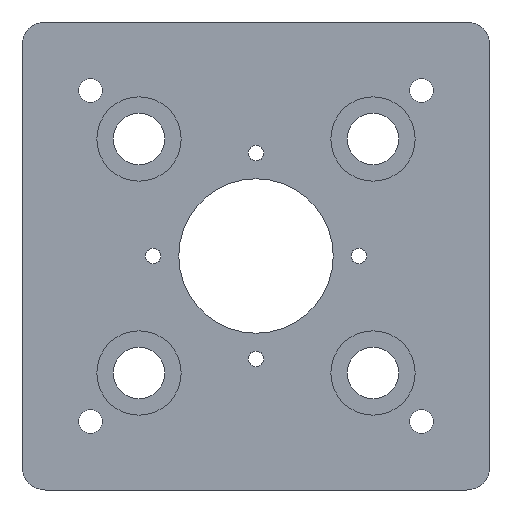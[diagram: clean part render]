
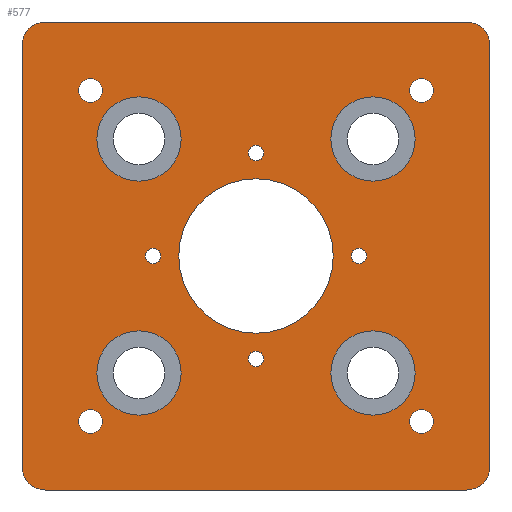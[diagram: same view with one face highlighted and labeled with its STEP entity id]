
A CAD part, front view. The second image highlights one B-rep face of the part: STEP entity #577.
In plain terms, the highlighted planar face has unit normal (0, -1, 0).
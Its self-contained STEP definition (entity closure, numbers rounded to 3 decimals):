
#38=FACE_BOUND('',#102,.T.);
#39=FACE_BOUND('',#103,.T.);
#40=FACE_BOUND('',#104,.T.);
#41=FACE_BOUND('',#105,.T.);
#42=FACE_BOUND('',#106,.T.);
#43=FACE_BOUND('',#107,.T.);
#44=FACE_BOUND('',#108,.T.);
#45=FACE_BOUND('',#109,.T.);
#46=FACE_BOUND('',#110,.T.);
#47=FACE_BOUND('',#111,.T.);
#48=FACE_BOUND('',#112,.T.);
#49=FACE_BOUND('',#113,.T.);
#50=FACE_BOUND('',#114,.T.);
#68=FACE_OUTER_BOUND('',#101,.T.);
#101=EDGE_LOOP('',(#409,#410,#411,#412,#413,#414,#415,#416));
#102=EDGE_LOOP('',(#417));
#103=EDGE_LOOP('',(#418));
#104=EDGE_LOOP('',(#419));
#105=EDGE_LOOP('',(#420));
#106=EDGE_LOOP('',(#421));
#107=EDGE_LOOP('',(#422));
#108=EDGE_LOOP('',(#423));
#109=EDGE_LOOP('',(#424));
#110=EDGE_LOOP('',(#425));
#111=EDGE_LOOP('',(#426));
#112=EDGE_LOOP('',(#427));
#113=EDGE_LOOP('',(#428));
#114=EDGE_LOOP('',(#429));
#164=LINE('',#898,#199);
#165=LINE('',#902,#200);
#166=LINE('',#906,#201);
#167=LINE('',#909,#202);
#199=VECTOR('',#707,10.);
#200=VECTOR('',#710,10.);
#201=VECTOR('',#713,10.);
#202=VECTOR('',#716,10.);
#234=CIRCLE('',#625,5.);
#235=CIRCLE('',#626,5.);
#236=CIRCLE('',#627,5.);
#237=CIRCLE('',#628,5.);
#238=CIRCLE('',#629,9.);
#239=CIRCLE('',#630,9.);
#240=CIRCLE('',#631,2.518);
#241=CIRCLE('',#632,2.518);
#242=CIRCLE('',#633,2.518);
#243=CIRCLE('',#634,2.518);
#244=CIRCLE('',#635,1.666);
#245=CIRCLE('',#636,1.666);
#246=CIRCLE('',#637,1.666);
#247=CIRCLE('',#638,1.666);
#248=CIRCLE('',#639,16.5);
#249=CIRCLE('',#640,9.);
#250=CIRCLE('',#641,9.);
#278=VERTEX_POINT('',#894);
#279=VERTEX_POINT('',#895);
#280=VERTEX_POINT('',#897);
#281=VERTEX_POINT('',#899);
#282=VERTEX_POINT('',#901);
#283=VERTEX_POINT('',#903);
#284=VERTEX_POINT('',#905);
#285=VERTEX_POINT('',#907);
#286=VERTEX_POINT('',#910);
#287=VERTEX_POINT('',#912);
#288=VERTEX_POINT('',#914);
#289=VERTEX_POINT('',#916);
#290=VERTEX_POINT('',#918);
#291=VERTEX_POINT('',#920);
#292=VERTEX_POINT('',#922);
#293=VERTEX_POINT('',#924);
#294=VERTEX_POINT('',#926);
#295=VERTEX_POINT('',#928);
#296=VERTEX_POINT('',#930);
#297=VERTEX_POINT('',#932);
#298=VERTEX_POINT('',#934);
#330=EDGE_CURVE('',#278,#279,#234,.T.);
#331=EDGE_CURVE('',#278,#280,#164,.T.);
#332=EDGE_CURVE('',#281,#280,#235,.T.);
#333=EDGE_CURVE('',#281,#282,#165,.T.);
#334=EDGE_CURVE('',#283,#282,#236,.T.);
#335=EDGE_CURVE('',#283,#284,#166,.T.);
#336=EDGE_CURVE('',#285,#284,#237,.T.);
#337=EDGE_CURVE('',#285,#279,#167,.T.);
#338=EDGE_CURVE('',#286,#286,#238,.T.);
#339=EDGE_CURVE('',#287,#287,#239,.T.);
#340=EDGE_CURVE('',#288,#288,#240,.T.);
#341=EDGE_CURVE('',#289,#289,#241,.T.);
#342=EDGE_CURVE('',#290,#290,#242,.T.);
#343=EDGE_CURVE('',#291,#291,#243,.T.);
#344=EDGE_CURVE('',#292,#292,#244,.T.);
#345=EDGE_CURVE('',#293,#293,#245,.T.);
#346=EDGE_CURVE('',#294,#294,#246,.T.);
#347=EDGE_CURVE('',#295,#295,#247,.T.);
#348=EDGE_CURVE('',#296,#296,#248,.T.);
#349=EDGE_CURVE('',#297,#297,#249,.T.);
#350=EDGE_CURVE('',#298,#298,#250,.T.);
#409=ORIENTED_EDGE('',*,*,#330,.F.);
#410=ORIENTED_EDGE('',*,*,#331,.T.);
#411=ORIENTED_EDGE('',*,*,#332,.F.);
#412=ORIENTED_EDGE('',*,*,#333,.T.);
#413=ORIENTED_EDGE('',*,*,#334,.F.);
#414=ORIENTED_EDGE('',*,*,#335,.T.);
#415=ORIENTED_EDGE('',*,*,#336,.F.);
#416=ORIENTED_EDGE('',*,*,#337,.T.);
#417=ORIENTED_EDGE('',*,*,#338,.F.);
#418=ORIENTED_EDGE('',*,*,#339,.F.);
#419=ORIENTED_EDGE('',*,*,#340,.T.);
#420=ORIENTED_EDGE('',*,*,#341,.T.);
#421=ORIENTED_EDGE('',*,*,#342,.T.);
#422=ORIENTED_EDGE('',*,*,#343,.T.);
#423=ORIENTED_EDGE('',*,*,#344,.T.);
#424=ORIENTED_EDGE('',*,*,#345,.T.);
#425=ORIENTED_EDGE('',*,*,#346,.T.);
#426=ORIENTED_EDGE('',*,*,#347,.T.);
#427=ORIENTED_EDGE('',*,*,#348,.T.);
#428=ORIENTED_EDGE('',*,*,#349,.F.);
#429=ORIENTED_EDGE('',*,*,#350,.F.);
#567=PLANE('',#624);
#577=ADVANCED_FACE('',(#68,#38,#39,#40,#41,#42,#43,#44,#45,#46,#47,#48,
#49,#50),#567,.T.);
#624=AXIS2_PLACEMENT_3D('',#893,#703,#704);
#625=AXIS2_PLACEMENT_3D('',#896,#705,#706);
#626=AXIS2_PLACEMENT_3D('',#900,#708,#709);
#627=AXIS2_PLACEMENT_3D('',#904,#711,#712);
#628=AXIS2_PLACEMENT_3D('',#908,#714,#715);
#629=AXIS2_PLACEMENT_3D('',#911,#717,#718);
#630=AXIS2_PLACEMENT_3D('',#913,#719,#720);
#631=AXIS2_PLACEMENT_3D('',#915,#721,#722);
#632=AXIS2_PLACEMENT_3D('',#917,#723,#724);
#633=AXIS2_PLACEMENT_3D('',#919,#725,#726);
#634=AXIS2_PLACEMENT_3D('',#921,#727,#728);
#635=AXIS2_PLACEMENT_3D('',#923,#729,#730);
#636=AXIS2_PLACEMENT_3D('',#925,#731,#732);
#637=AXIS2_PLACEMENT_3D('',#927,#733,#734);
#638=AXIS2_PLACEMENT_3D('',#929,#735,#736);
#639=AXIS2_PLACEMENT_3D('',#931,#737,#738);
#640=AXIS2_PLACEMENT_3D('',#933,#739,#740);
#641=AXIS2_PLACEMENT_3D('',#935,#741,#742);
#703=DIRECTION('center_axis',(0.,-1.,0.));
#704=DIRECTION('ref_axis',(0.,0.,-1.));
#705=DIRECTION('center_axis',(0.,1.,0.));
#706=DIRECTION('ref_axis',(0.707,0.,0.707));
#707=DIRECTION('',(-1.,0.,0.));
#708=DIRECTION('center_axis',(0.,1.,0.));
#709=DIRECTION('ref_axis',(-0.707,0.,0.707));
#710=DIRECTION('',(0.,0.,-1.));
#711=DIRECTION('center_axis',(0.,1.,0.));
#712=DIRECTION('ref_axis',(-0.707,0.,-0.707));
#713=DIRECTION('',(1.,0.,0.));
#714=DIRECTION('center_axis',(0.,1.,0.));
#715=DIRECTION('ref_axis',(0.707,0.,-0.707));
#716=DIRECTION('',(0.,0.,1.));
#717=DIRECTION('center_axis',(0.,-1.,0.));
#718=DIRECTION('ref_axis',(0.,0.,-1.));
#719=DIRECTION('center_axis',(0.,-1.,0.));
#720=DIRECTION('ref_axis',(0.,0.,-1.));
#721=DIRECTION('center_axis',(0.,1.,0.));
#722=DIRECTION('ref_axis',(0.,0.,1.));
#723=DIRECTION('center_axis',(0.,1.,0.));
#724=DIRECTION('ref_axis',(0.,0.,1.));
#725=DIRECTION('center_axis',(0.,1.,0.));
#726=DIRECTION('ref_axis',(0.,0.,1.));
#727=DIRECTION('center_axis',(0.,1.,0.));
#728=DIRECTION('ref_axis',(0.,0.,1.));
#729=DIRECTION('center_axis',(0.,1.,0.));
#730=DIRECTION('ref_axis',(0.,0.,-1.));
#731=DIRECTION('center_axis',(0.,1.,0.));
#732=DIRECTION('ref_axis',(0.,0.,-1.));
#733=DIRECTION('center_axis',(0.,1.,0.));
#734=DIRECTION('ref_axis',(0.,0.,-1.));
#735=DIRECTION('center_axis',(0.,1.,0.));
#736=DIRECTION('ref_axis',(0.,0.,-1.));
#737=DIRECTION('center_axis',(0.,1.,0.));
#738=DIRECTION('ref_axis',(0.,0.,-1.));
#739=DIRECTION('center_axis',(0.,-1.,0.));
#740=DIRECTION('ref_axis',(0.,0.,-1.));
#741=DIRECTION('center_axis',(0.,-1.,0.));
#742=DIRECTION('ref_axis',(0.,0.,-1.));
#893=CARTESIAN_POINT('Origin',(0.,-10.,
0.));
#894=CARTESIAN_POINT('',(45.,-10.,50.));
#895=CARTESIAN_POINT('',(50.,-10.,45.));
#896=CARTESIAN_POINT('Origin',(45.,-10.,45.));
#897=CARTESIAN_POINT('',(-45.,-10.,50.));
#898=CARTESIAN_POINT('',(0.,-10.,50.));
#899=CARTESIAN_POINT('',(-50.,-10.,45.));
#900=CARTESIAN_POINT('Origin',(-45.,-10.,45.));
#901=CARTESIAN_POINT('',(-50.,-10.,-45.));
#902=CARTESIAN_POINT('',(-50.,-10.,0.));
#903=CARTESIAN_POINT('',(-45.,-10.,-50.));
#904=CARTESIAN_POINT('Origin',(-45.,-10.,-45.));
#905=CARTESIAN_POINT('',(45.,-10.,-50.));
#906=CARTESIAN_POINT('',(0.,-10.,-50.));
#907=CARTESIAN_POINT('',(50.,-10.,-45.));
#908=CARTESIAN_POINT('Origin',(45.,-10.,-45.));
#909=CARTESIAN_POINT('',(50.,-10.,0.));
#910=CARTESIAN_POINT('',(25.,-10.,-16.));
#911=CARTESIAN_POINT('Origin',(25.,-10.,-25.));
#912=CARTESIAN_POINT('',(25.,-10.,34.));
#913=CARTESIAN_POINT('Origin',(25.,-10.,25.));
#914=CARTESIAN_POINT('',(-35.355,-10.,-37.873));
#915=CARTESIAN_POINT('Origin',(-35.355,-10.,-35.355));
#916=CARTESIAN_POINT('',(35.356,-10.,-37.873));
#917=CARTESIAN_POINT('Origin',(35.356,-10.,-35.355));
#918=CARTESIAN_POINT('',(35.356,-10.,32.838));
#919=CARTESIAN_POINT('Origin',(35.356,-10.,35.356));
#920=CARTESIAN_POINT('',(-35.355,-10.,32.838));
#921=CARTESIAN_POINT('Origin',(-35.355,-10.,35.356));
#922=CARTESIAN_POINT('',(22.,-10.,1.666));
#923=CARTESIAN_POINT('Origin',(22.,-10.,0.));
#924=CARTESIAN_POINT('',(-22.,-10.,1.666));
#925=CARTESIAN_POINT('Origin',(-22.,-10.,0.));
#926=CARTESIAN_POINT('',(0.,-10.,-20.334));
#927=CARTESIAN_POINT('Origin',(0.,-10.,-22.));
#928=CARTESIAN_POINT('',(0.,-10.,23.666));
#929=CARTESIAN_POINT('Origin',(0.,-10.,22.));
#930=CARTESIAN_POINT('',(0.,-10.,16.5));
#931=CARTESIAN_POINT('Origin',(0.,-10.,0.));
#932=CARTESIAN_POINT('',(-25.,-10.,34.));
#933=CARTESIAN_POINT('Origin',(-25.,-10.,25.));
#934=CARTESIAN_POINT('',(-25.,-10.,-16.));
#935=CARTESIAN_POINT('Origin',(-25.,-10.,-25.));
